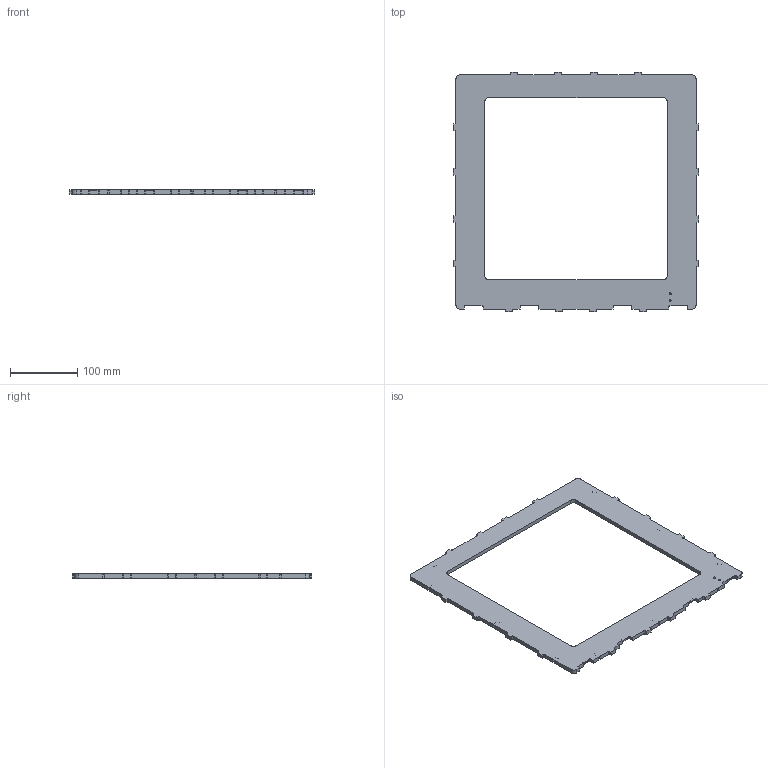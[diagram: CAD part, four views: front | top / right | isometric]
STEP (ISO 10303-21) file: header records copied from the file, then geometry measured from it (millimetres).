
FILE_DESCRIPTION(/* description */ (''),/* implementation_level */ '2;1');
FILE_NAME(/* name */ '723c2a2e-ee64-4844-bdc4-bbd6e9658fff.stp',/* time_stamp */ '2017-12-29T15:26:29+00:00',/* author */ (''),/* organization */ (''),/* preprocessor_version */ 'ST-DEVELOPER v16.13',/* originating_system */ 'Autodesk Translation Framework v6.5.0.72',/* authorisation */ '');
FILE_SCHEMA (('AUTOMOTIVE_DESIGN { 1 0 10303 214 3 1 1 }'));
Length unit declared in the file: millimetre
Products named in the file (1): xBot Top Medium
Bounding box: 364.2 x 355.6 x 6 mm (x, y, z)
Volume: 300586.4 mm3; surface area: 119438.7 mm2
Topology: 1 solids, 1 shells, 312 faces, 920 edges, 614 vertices
Faces by surface type: plane 190, cylinder 122
Full cylindrical faces by diameter (mm): 3.1 x2, 8 x2, 12 x2
Entity records: 10476 total; most frequent: CARTESIAN_POINT 1847, ORIENTED_EDGE 1840, DIRECTION 1792, EDGE_CURVE 920, LINE 674, VECTOR 674, VERTEX_POINT 614, AXIS2_PLACEMENT_3D 559
